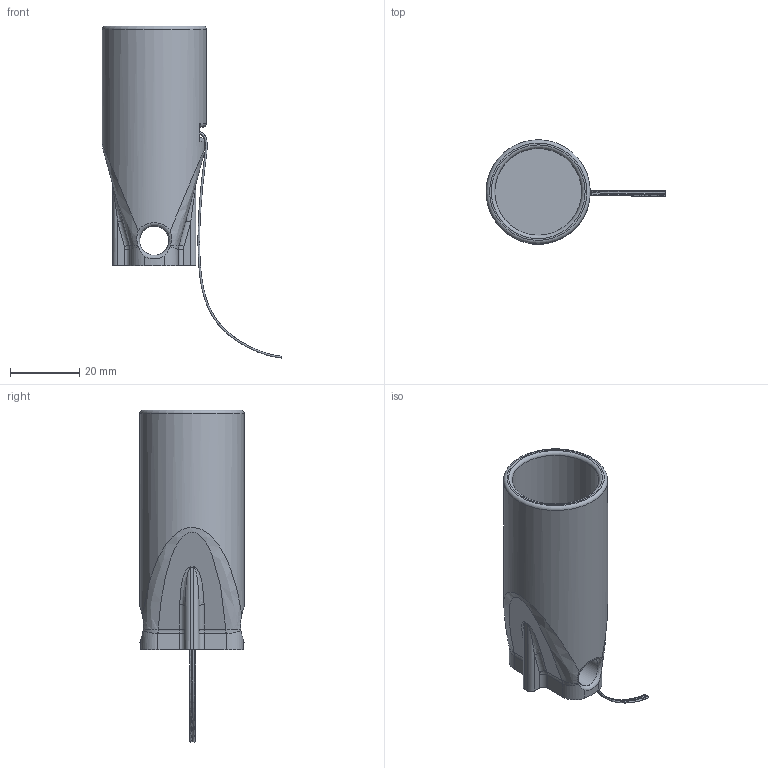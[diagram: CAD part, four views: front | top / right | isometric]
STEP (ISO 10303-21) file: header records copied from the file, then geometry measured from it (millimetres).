
FILE_DESCRIPTION(/* description */ (''),/* implementation_level */ '2;1');
FILE_NAME(/* name */ '5fbf336419796f0e7963b408',/* time_stamp */ '2020-11-26T04:47:33+00:00',/* author */ (''),/* organization */ (''),/* preprocessor_version */ 'ST-DEVELOPER v16.7',/* originating_system */ $,/* authorisation */ $);
FILE_SCHEMA (('AUTOMOTIVE_DESIGN {1 0 10303 214 3 1 1}'));
Length unit declared in the file: metre
Products named in the file (5): cable; pressure plate; load cell; washer; holder
Bounding box: 51.75 x 30 x 95.57 mm (x, y, z)
Volume: 29642.6 mm3; surface area: 13745 mm2
Topology: 5 solids, 5 shells, 120 faces, 296 edges, 184 vertices
Faces by surface type: cylinder 49, plane 35, bspline 25, torus 9, sphere 2
Full cylindrical faces by diameter (mm): 5 x1, 7 x1, 8.4 x1, 10 x1, 19.98 x1, 20 x1, 20.5 x1, 25 x2, 30 x1
Entity records: 4889 total; most frequent: CARTESIAN_POINT 2104, ORIENTED_EDGE 552, DIRECTION 548, EDGE_CURVE 276, AXIS2_PLACEMENT_3D 228, VERTEX_POINT 180, EDGE_LOOP 140, FACE_BOUND 140
